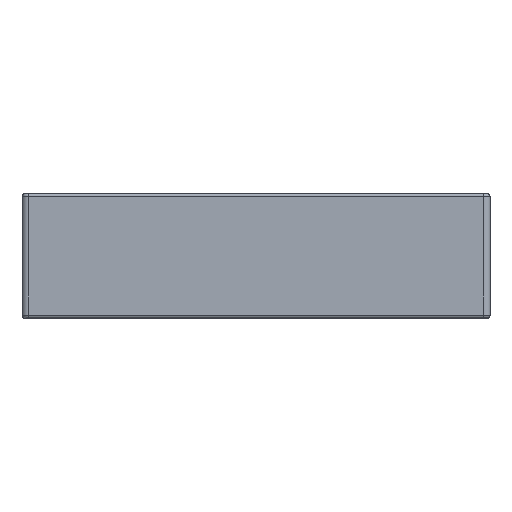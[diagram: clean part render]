
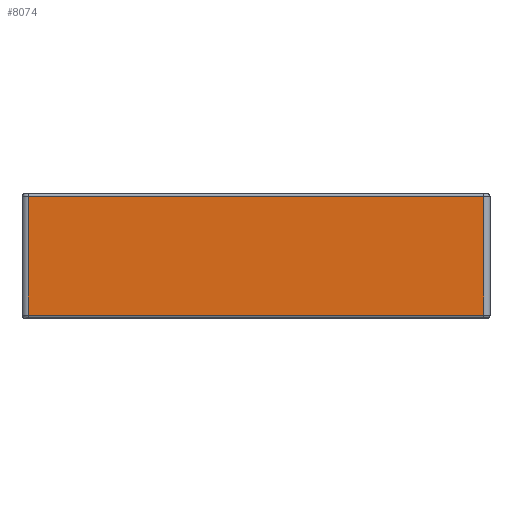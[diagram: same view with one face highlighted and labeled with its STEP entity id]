
A CAD part, top view. The second image highlights one B-rep face of the part: STEP entity #8074.
In plain terms, the highlighted planar face has unit normal (0, 0, 1).
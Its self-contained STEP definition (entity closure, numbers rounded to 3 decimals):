
#2 = EDGE_CURVE ( 'NONE', #144, #3624, #5968, .T. ) ;
#74 = CARTESIAN_POINT ( 'NONE',  ( -7.3, 1.9, 3.5 ) ) ;
#144 = VERTEX_POINT ( 'NONE', #1012 ) ;
#284 = EDGE_CURVE ( 'NONE', #6790, #7871, #3200, .T. ) ;
#514 = DIRECTION ( 'NONE',  ( 1., 0., 0. ) ) ;
#533 = CARTESIAN_POINT ( 'NONE',  ( -7.5, 1.9, 3.5 ) ) ;
#757 = ORIENTED_EDGE ( 'NONE', *, *, #945, .T. ) ;
#945 = EDGE_CURVE ( 'NONE', #7871, #144, #2688, .T. ) ;
#1012 = CARTESIAN_POINT ( 'NONE',  ( -7.3, -1.9, 3.5 ) ) ;
#1741 = ORIENTED_EDGE ( 'NONE', *, *, #284, .T. ) ;
#1872 = DIRECTION ( 'NONE',  ( -1., 0., 0. ) ) ;
#2043 = VECTOR ( 'NONE', #4098, 1000. ) ;
#2061 = LINE ( 'NONE', #2339, #5379 ) ;
#2339 = CARTESIAN_POINT ( 'NONE',  ( 7.3, 2., 3.5 ) ) ;
#2688 = LINE ( 'NONE', #4543, #2043 ) ;
#3099 = VECTOR ( 'NONE', #1872, 1000. ) ;
#3200 = LINE ( 'NONE', #533, #3099 ) ;
#3305 = PLANE ( 'NONE',  #8329 ) ;
#3334 = CARTESIAN_POINT ( 'NONE',  ( 7.3, -1.9, 3.5 ) ) ;
#3624 = VERTEX_POINT ( 'NONE', #8275 ) ;
#4098 = DIRECTION ( 'NONE',  ( 0., -1., 0. ) ) ;
#4543 = CARTESIAN_POINT ( 'NONE',  ( -7.3, 2., 3.5 ) ) ;
#5379 = VECTOR ( 'NONE', #8419, 1000. ) ;
#5968 = LINE ( 'NONE', #3334, #7122 ) ;
#6681 = EDGE_CURVE ( 'NONE', #3624, #6790, #2061, .T. ) ;
#6790 = VERTEX_POINT ( 'NONE', #8556 ) ;
#6946 = ORIENTED_EDGE ( 'NONE', *, *, #6681, .T. ) ;
#7122 = VECTOR ( 'NONE', #514, 1000. ) ;
#7260 = DIRECTION ( 'NONE',  ( 0., 0., -1. ) ) ;
#7346 = EDGE_LOOP ( 'NONE', ( #757, #8694, #6946, #1741 ) ) ;
#7381 = DIRECTION ( 'NONE',  ( -1., 0., 0. ) ) ;
#7871 = VERTEX_POINT ( 'NONE', #74 ) ;
#8074 = ADVANCED_FACE ( 'NONE', ( #8521 ), #3305, .F. ) ;
#8275 = CARTESIAN_POINT ( 'NONE',  ( 7.3, -1.9, 3.5 ) ) ;
#8329 = AXIS2_PLACEMENT_3D ( 'NONE', #8685, #7260, #7381 ) ;
#8419 = DIRECTION ( 'NONE',  ( 0., 1., 0. ) ) ;
#8521 = FACE_OUTER_BOUND ( 'NONE', #7346, .T. ) ;
#8556 = CARTESIAN_POINT ( 'NONE',  ( 7.3, 1.9, 3.5 ) ) ;
#8685 = CARTESIAN_POINT ( 'NONE',  ( -7.5, 2., 3.5 ) ) ;
#8694 = ORIENTED_EDGE ( 'NONE', *, *, #2, .T. ) ;
